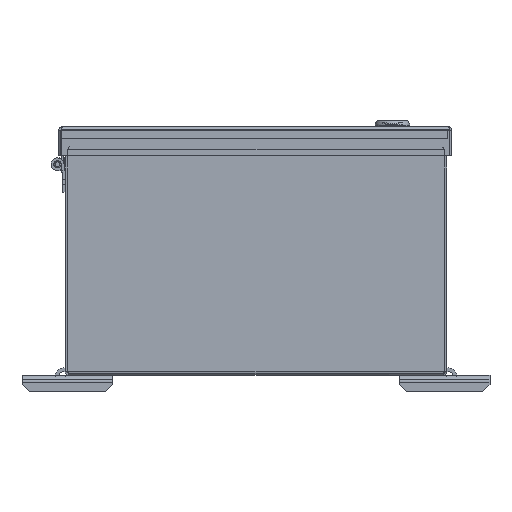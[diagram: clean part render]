
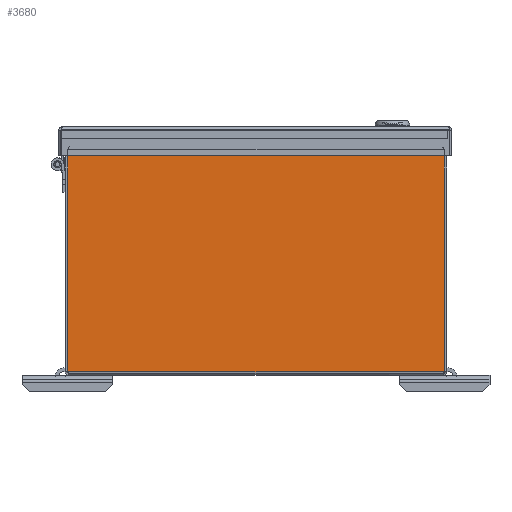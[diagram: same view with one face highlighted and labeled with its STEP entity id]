
A CAD part, front view. The second image highlights one B-rep face of the part: STEP entity #3680.
In plain terms, the highlighted planar face has unit normal (0, -1, 0).
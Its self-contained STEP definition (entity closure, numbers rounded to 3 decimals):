
#3680 = ADVANCED_FACE( '', ( #8007 ), #8008, .F. );
#8007 = FACE_OUTER_BOUND( '', #24267, .T. );
#8008 = PLANE( '', #24268 );
#24267 = EDGE_LOOP( '', ( #50565, #50566, #50567, #50568, #50569, #50570 ) );
#24268 = AXIS2_PLACEMENT_3D( '', #50571, #50572, #50573 );
#50565 = ORIENTED_EDGE( '', *, *, #62743, .T. );
#50566 = ORIENTED_EDGE( '', *, *, #62744, .F. );
#50567 = ORIENTED_EDGE( '', *, *, #62656, .T. );
#50568 = ORIENTED_EDGE( '', *, *, #62745, .T. );
#50569 = ORIENTED_EDGE( '', *, *, #60169, .T. );
#50570 = ORIENTED_EDGE( '', *, *, #62746, .T. );
#50571 = CARTESIAN_POINT( '', ( -876.148, -609.6, 0. ) );
#50572 = DIRECTION( '', ( 0., 1., 0. ) );
#50573 = DIRECTION( '', ( 0., 0., 1. ) );
#60169 = EDGE_CURVE( '', #65611, #65608, #65612, .T. );
#62656 = EDGE_CURVE( '', #69656, #69657, #69658, .T. );
#62743 = EDGE_CURVE( '', #69792, #69793, #69794, .T. );
#62744 = EDGE_CURVE( '', #69656, #69793, #69795, .T. );
#62745 = EDGE_CURVE( '', #69657, #65611, #69796, .F. );
#62746 = EDGE_CURVE( '', #65608, #69792, #69797, .T. );
#65608 = VERTEX_POINT( '', #74059 );
#65611 = VERTEX_POINT( '', #74071 );
#65612 = LINE( '', #74072, #74073 );
#69656 = VERTEX_POINT( '', #84538 );
#69657 = VERTEX_POINT( '', #84539 );
#69658 = LINE( '', #84540, #84541 );
#69792 = VERTEX_POINT( '', #84755 );
#69793 = VERTEX_POINT( '', #84756 );
#69794 = LINE( '', #84757, #84758 );
#69795 = LINE( '', #84759, #84760 );
#69796 = LINE( '', #84761, #84762 );
#69797 = LINE( '', #84763, #84764 );
#74059 = CARTESIAN_POINT( '', ( 125.473, -609.6, 2.337 ) );
#74071 = CARTESIAN_POINT( '', ( -125.473, -609.6, 2.337 ) );
#74072 = CARTESIAN_POINT( '', ( -876.148, -609.6, 2.337 ) );
#74073 = VECTOR( '', #91497, 1000. );
#84538 = CARTESIAN_POINT( '', ( -125.463, -609.6, 150.063 ) );
#84539 = CARTESIAN_POINT( '', ( -125.473, -609.6, 150.053 ) );
#84540 = CARTESIAN_POINT( '', ( -115.617, -609.6, 159.909 ) );
#84541 = VECTOR( '', #93353, 1000. );
#84755 = CARTESIAN_POINT( '', ( 125.473, -609.6, 150.053 ) );
#84756 = CARTESIAN_POINT( '', ( 125.463, -609.6, 150.063 ) );
#84757 = CARTESIAN_POINT( '', ( 126.008, -609.6, 149.518 ) );
#84758 = VECTOR( '', #93477, 1000. );
#84759 = CARTESIAN_POINT( '', ( -876.148, -609.6, 150.063 ) );
#84760 = VECTOR( '', #93478, 1000. );
#84761 = CARTESIAN_POINT( '', ( -125.473, -609.6, 0. ) );
#84762 = VECTOR( '', #93479, 1000. );
#84763 = CARTESIAN_POINT( '', ( 125.473, -609.6, 0. ) );
#84764 = VECTOR( '', #93480, 1000. );
#91497 = DIRECTION( '', ( 1., 0., 0. ) );
#93353 = DIRECTION( '', ( -0.707, 0., -0.707 ) );
#93477 = DIRECTION( '', ( -0.707, 0., 0.707 ) );
#93478 = DIRECTION( '', ( 1., 0., 0. ) );
#93479 = DIRECTION( '', ( 0., 0., 1. ) );
#93480 = DIRECTION( '', ( 0., 0., 1. ) );
